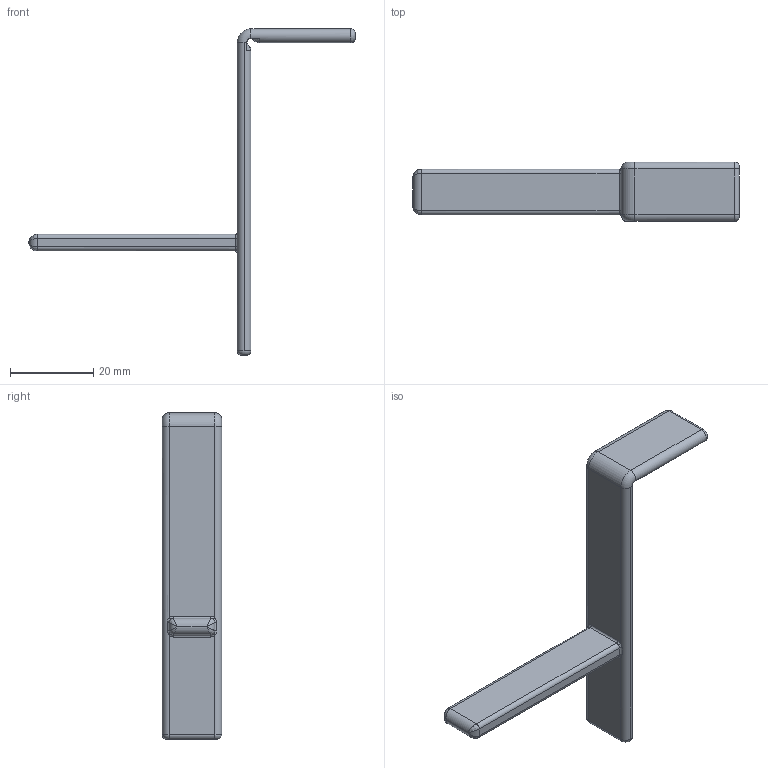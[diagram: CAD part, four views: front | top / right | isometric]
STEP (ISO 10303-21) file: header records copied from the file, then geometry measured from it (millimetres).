
FILE_DESCRIPTION(('HOOPS Exchange Step'),'2;1');
FILE_NAME('temp_export','2024-10-03T15:19:27+02:00',('sam'),('Shapr3D Limited'),'HOOPS Exchange 2024.2','Shapr3D','Authorized');
FILE_SCHEMA( ('AP242_MANAGED_MODEL_BASED_3D_ENGINEERING_MIM_LF {1 0 10303 442 1 1 4 }') );
Length unit declared in the file: millimetre
Products named in the file (1): root
Bounding box: 78.31 x 14.26 x 78.31 mm (x, y, z)
Volume: 4206.6 mm3; surface area: 5342.9 mm2
Topology: 1 solids, 1 shells, 81 faces, 194 edges, 108 vertices
Faces by surface type: plane 27, cylinder 25, bspline 18, torus 11
Entity records: 3696 total; most frequent: CARTESIAN_POINT 1874, DIRECTION 376, ORIENTED_EDGE 374, EDGE_CURVE 187, AXIS2_PLACEMENT_3D 146, VERTEX_POINT 108, VECTOR 84, LINE 84
